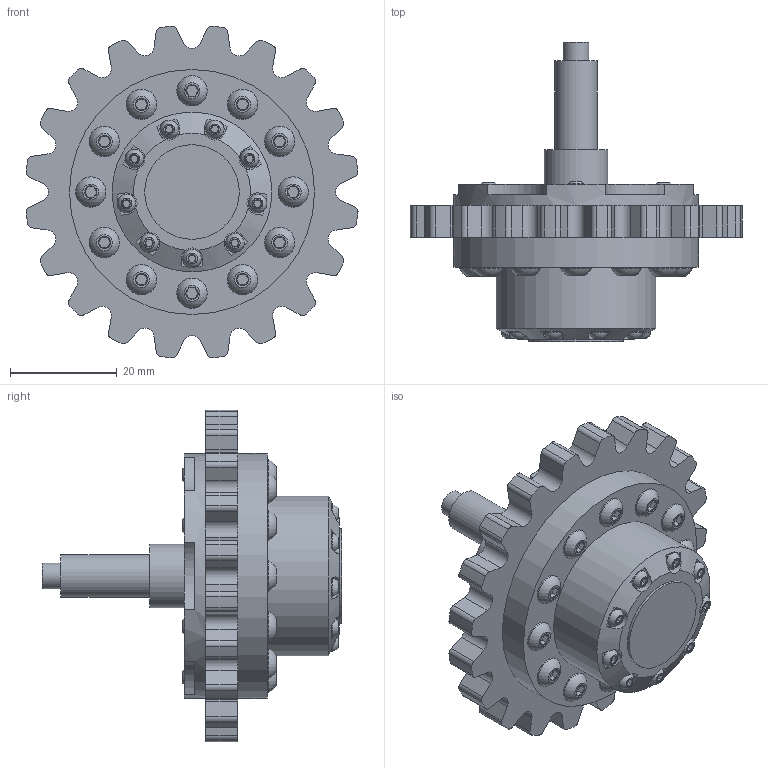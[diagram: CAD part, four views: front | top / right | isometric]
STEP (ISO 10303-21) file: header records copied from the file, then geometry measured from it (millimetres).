
FILE_DESCRIPTION(/* description */ (''),/* implementation_level */ '2;1');
FILE_NAME(/* name */ 'Vetopyora.step',/* time_stamp */ '2024-09-24T11:52:51+03:00',/* author */ (''),/* organization */ (''),/* preprocessor_version */ 'ST-DEVELOPER v20',/* originating_system */ 'Autodesk Translation Framework v13.20.0.188',/* authorisation */ '');
FILE_SCHEMA (('AUTOMOTIVE_DESIGN { 1 0 10303 214 3 1 1 }'));
Length unit declared in the file: millimetre
Products named in the file (1): Vetopyora
Bounding box: 62.33 x 56.3 x 62.33 mm (x, y, z)
Volume: 42333.8 mm3; surface area: 11839.5 mm2
Topology: 1 solids, 2 shells, 567 faces, 1214 edges, 726 vertices
Faces by surface type: plane 275, cylinder 138, cone 133, sphere 21
Full cylindrical faces by diameter (mm): 2 x6, 3 x6, 3.5 x9, 4.85 x1, 5.7 x12, 6.5 x1, 8 x1, 12 x1, 16 x1, 17.75 x1, 30 x1, 30.5 x1, 46 x2
Entity records: 15760 total; most frequent: CARTESIAN_POINT 2967, DIRECTION 2690, ORIENTED_EDGE 2428, EDGE_CURVE 1214, AXIS2_PLACEMENT_3D 1070, VERTEX_POINT 726, EDGE_LOOP 642, STYLED_ITEM 568
